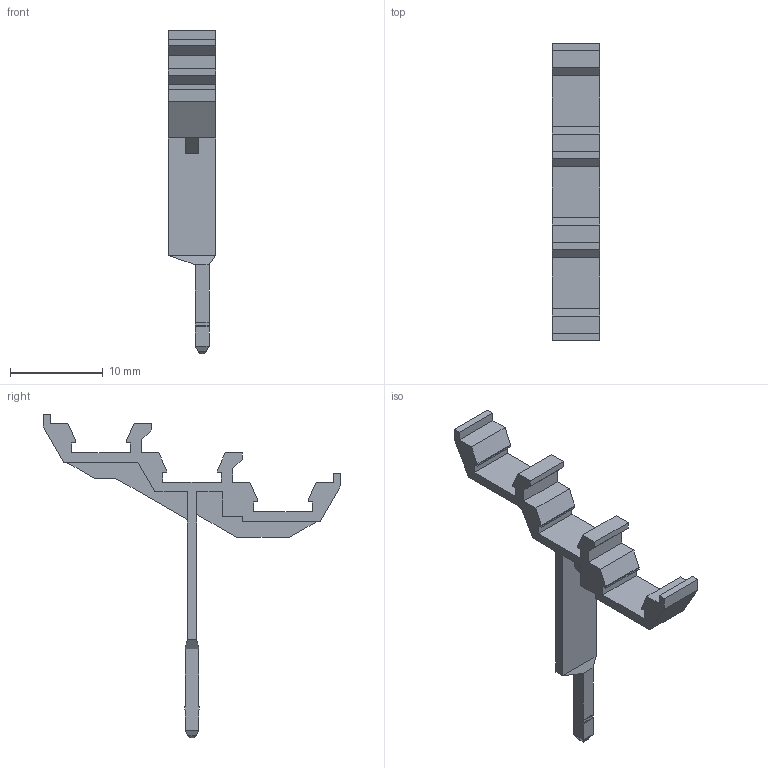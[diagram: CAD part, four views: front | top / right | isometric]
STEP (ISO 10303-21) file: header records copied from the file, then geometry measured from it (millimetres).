
FILE_DESCRIPTION(('Creo Elements/Direct Modeling STEP Export'),'2;1');
FILE_NAME('model.stp','2020-11-10T 0:09:02',(''),(''),'Creo Elements/Direct Modeling STEP processor for AP214 (Solid Model)','Creo Elements/Direct Modeling 20.1A 29-Sep-2018 (C) Parametric Technology GmbH','');
FILE_SCHEMA(('AUTOMOTIVE_DESIGN { 1 0 10303 214 1 1 1 1 }'));
Length unit declared in the file: millimetre
Products named in the file (2): 0810562_stp5_3-select
Assembly tree (1 placements, depth 2):
  0810562_stp5_3-select
    0810562_stp5_3-select
Bounding box: 5.1 x 32 x 34.88 mm (x, y, z)
Volume: 541 mm3; surface area: 1033.6 mm2
Topology: 1 solids, 1 shells, 105 faces, 292 edges, 189 vertices
Faces by surface type: plane 95, cylinder 10
Entity records: 4108 total; most frequent: ORIENTED_EDGE 584, CARTESIAN_POINT 575, DIRECTION 498, EDGE_CURVE 292, VECTOR 274, LINE 274, VERTEX_POINT 189, AXIS2_PLACEMENT_3D 112
